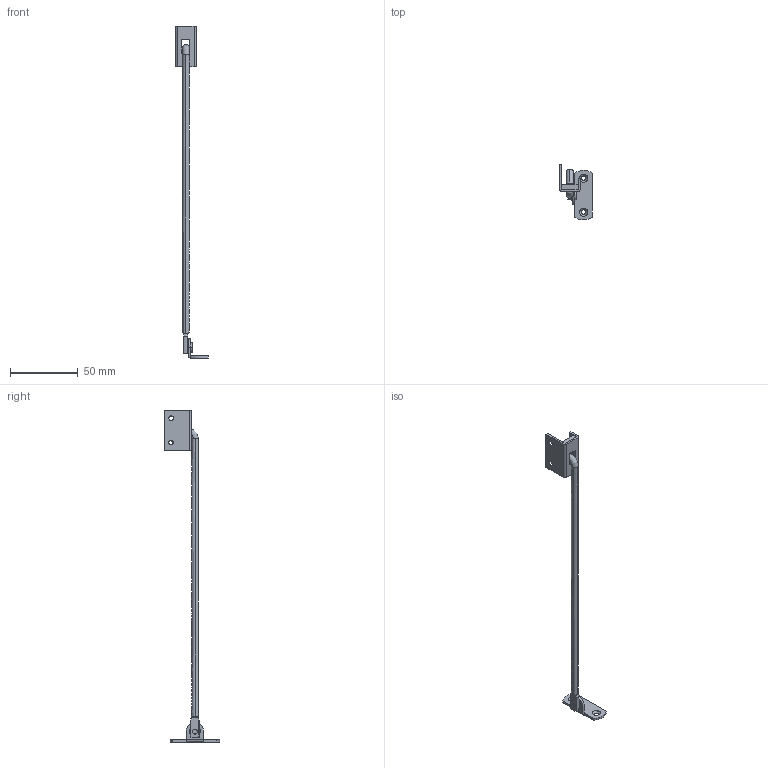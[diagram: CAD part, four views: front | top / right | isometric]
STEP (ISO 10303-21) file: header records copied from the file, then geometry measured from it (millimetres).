
FILE_DESCRIPTION((''),'2;1');
FILE_NAME('','2005-04-20T11:55:25',(''),(''),'','CADfix','');
FILE_SCHEMA(('AUTOMOTIVE_DESIGN'));
Length unit declared in the file: millimetre
Products named in the file (7): washer; stopper; rivet; cushion; bracket; arm; TM_63_L_3790_36
Assembly tree (6 placements, depth 2):
  TM_63_L_3790_36
    washer
    stopper
    rivet
    cushion
    bracket
    arm
Bounding box: 24.2 x 40.74 x 244.16 mm (x, y, z)
Volume: 8458.4 mm3; surface area: 9065.8 mm2
Topology: 6 solids, 6 shells, 91 faces, 279 edges, 202 vertices
Faces by surface type: bspline 91
Entity records: 3553 total; most frequent: CARTESIAN_POINT 1830, ORIENTED_EDGE 558, EDGE_CURVE 279, VERTEX_POINT 202, QUASI_UNIFORM_CURVE 125, EDGE_LOOP 111, FACE_OUTER_BOUND 91, ADVANCED_FACE 91
